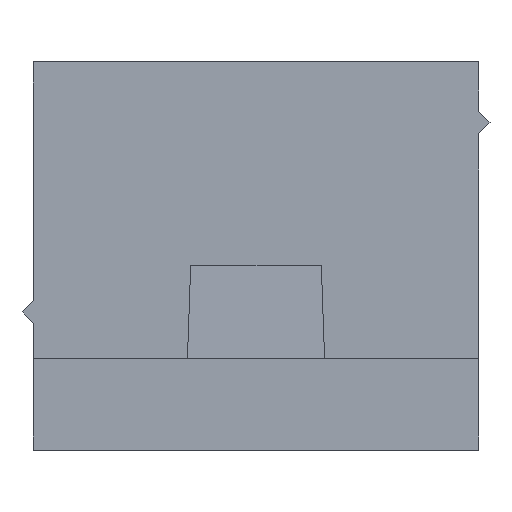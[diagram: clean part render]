
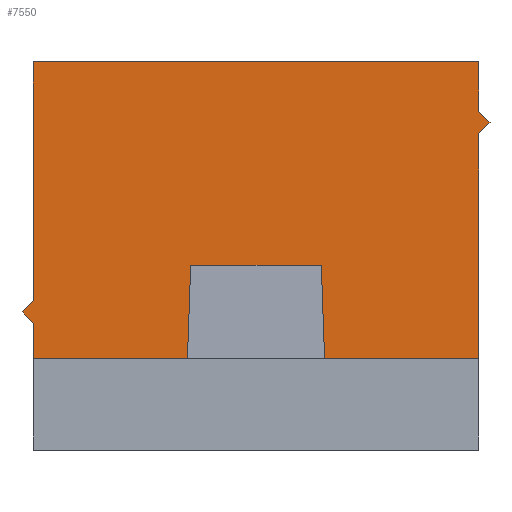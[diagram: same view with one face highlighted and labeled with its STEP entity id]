
A CAD part, left-side view. The second image highlights one B-rep face of the part: STEP entity #7550.
In plain terms, the highlighted face is planar.
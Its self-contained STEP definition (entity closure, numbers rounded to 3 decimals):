
#250=CARTESIAN_POINT('',(1.078,19.,15.));
#260=DIRECTION('',(1.,0.,0.));
#270=VECTOR('',#260,1.);
#280=LINE('',#250,#270);
#290=CARTESIAN_POINT('',(-56.15,19.,15.));
#300=VERTEX_POINT('',#290);
#310=CARTESIAN_POINT('',(-36.65,19.,15.));
#320=VERTEX_POINT('',#310);
#330=EDGE_CURVE('',#300,#320,#280,.T.);
#1680=CARTESIAN_POINT('',(-44.3,19.,
0.));
#1690=DIRECTION('',(-0.707,0.,
0.707));
#1700=VECTOR('',#1690,1.);
#1710=LINE('',#1680,#1700);
#1720=CARTESIAN_POINT('',(-56.15,19.,
11.85));
#1730=VERTEX_POINT('',#1720);
#1740=CARTESIAN_POINT('',(-56.65,19.,
12.35));
#1750=VERTEX_POINT('',#1740);
#1760=EDGE_CURVE('',#1730,#1750,#1710,.T.);
#2660=CARTESIAN_POINT('',(-47.76,19.,
6.1));
#2670=VERTEX_POINT('',#2660);
#2700=CARTESIAN_POINT('',(-47.973,19.,
0.));
#2710=DIRECTION('',(0.035,0.,
0.999));
#2720=VECTOR('',#2710,1.);
#2730=LINE('',#2700,#2720);
#2740=CARTESIAN_POINT('',(-47.903,19.,
2.));
#2750=VERTEX_POINT('',#2740);
#2760=EDGE_CURVE('',#2750,#2670,#2730,.T.);
#3440=CARTESIAN_POINT('',(-36.65,19.,
2.));
#3450=VERTEX_POINT('',#3440);
#3480=CARTESIAN_POINT('',(1.078,19.,
2.));
#3490=DIRECTION('',(1.,0.,0.));
#3500=VECTOR('',#3490,1.);
#3510=LINE('',#3480,#3500);
#3520=CARTESIAN_POINT('',(-44.897,19.,
2.));
#3530=VERTEX_POINT('',#3520);
#3540=EDGE_CURVE('',#3530,#3450,#3510,.T.);
#3960=CARTESIAN_POINT('',(-56.15,19.,
2.));
#3970=VERTEX_POINT('',#3960);
#3980=EDGE_CURVE('',#3970,#2750,#3510,.T.);
#5510=CARTESIAN_POINT('',(-36.65,19.,
3.55));
#5520=VERTEX_POINT('',#5510);
#5550=CARTESIAN_POINT('',(-36.65,19.,
0.));
#5560=DIRECTION('',(0.,0.,1.));
#5570=VECTOR('',#5560,1.);
#5580=LINE('',#5550,#5570);
#5590=EDGE_CURVE('',#3450,#5520,#5580,.T.);
#5910=CARTESIAN_POINT('',(-36.15,19.,
4.05));
#5920=VERTEX_POINT('',#5910);
#5950=CARTESIAN_POINT('',(0.578,19.,
40.778));
#5960=DIRECTION('',(-0.707,0.,
-0.707));
#5970=VECTOR('',#5960,1.);
#5980=LINE('',#5950,#5970);
#5990=EDGE_CURVE('',#5920,#5520,#5980,.T.);
#6170=CARTESIAN_POINT('',(0.578,19.,
-32.678));
#6180=DIRECTION('',(0.707,0.,
-0.707));
#6190=VECTOR('',#6180,1.);
#6200=LINE('',#6170,#6190);
#6210=CARTESIAN_POINT('',(-36.65,19.,
4.55));
#6220=VERTEX_POINT('',#6210);
#6230=EDGE_CURVE('',#6220,#5920,#6200,.T.);
#6640=CARTESIAN_POINT('',(-56.15,19.,
0.));
#6650=DIRECTION('',(0.,0.,-1.));
#6660=VECTOR('',#6650,1.);
#6670=LINE('',#6640,#6660);
#6680=EDGE_CURVE('',#1730,#3970,#6670,.T.);
#6870=CARTESIAN_POINT('',(-36.65,19.,
0.));
#6880=DIRECTION('',(0.,0.,1.));
#6890=VECTOR('',#6880,1.);
#6900=LINE('',#6870,#6890);
#6910=EDGE_CURVE('',#6220,#320,#6900,.T.);
#7100=CARTESIAN_POINT('',(-46.4,19.,
5.75));
#7110=DIRECTION('',(0.,-1.,0.));
#7120=DIRECTION('',(1.,0.,0.));
#7130=AXIS2_PLACEMENT_3D('',#7100,#7110,#7120);
#7140=PLANE('',#7130);
#7150=CARTESIAN_POINT('',(-44.827,19.,
0.));
#7160=DIRECTION('',(0.035,0.,
-0.999));
#7170=VECTOR('',#7160,1.);
#7180=LINE('',#7150,#7170);
#7190=CARTESIAN_POINT('',(-45.04,19.,
6.1));
#7200=VERTEX_POINT('',#7190);
#7210=EDGE_CURVE('',#7200,#3530,#7180,.T.);
#7220=ORIENTED_EDGE('',*,*,#7210,.F.);
#7230=ORIENTED_EDGE('',*,*,#3540,.F.);
#7240=ORIENTED_EDGE('',*,*,#5590,.F.);
#7250=ORIENTED_EDGE('',*,*,#5990,.T.);
#7260=ORIENTED_EDGE('',*,*,#6230,.T.);
#7270=ORIENTED_EDGE('',*,*,#6910,.F.);
#7280=ORIENTED_EDGE('',*,*,#330,.T.);
#7290=CARTESIAN_POINT('',(-56.15,19.,
0.));
#7300=DIRECTION('',(0.,0.,-1.));
#7310=VECTOR('',#7300,1.);
#7320=LINE('',#7290,#7310);
#7330=CARTESIAN_POINT('',(-56.15,19.,
12.85));
#7340=VERTEX_POINT('',#7330);
#7350=EDGE_CURVE('',#300,#7340,#7320,.T.);
#7360=ORIENTED_EDGE('',*,*,#7350,.F.);
#7370=CARTESIAN_POINT('',(1.078,19.,
70.078));
#7380=DIRECTION('',(0.707,0.,
0.707));
#7390=VECTOR('',#7380,1.);
#7400=LINE('',#7370,#7390);
#7410=EDGE_CURVE('',#1750,#7340,#7400,.T.);
#7420=ORIENTED_EDGE('',*,*,#7410,.T.);
#7430=ORIENTED_EDGE('',*,*,#1760,.T.);
#7440=ORIENTED_EDGE('',*,*,#6680,.F.);
#7450=ORIENTED_EDGE('',*,*,#3980,.F.);
#7460=ORIENTED_EDGE('',*,*,#2760,.F.);
#7470=CARTESIAN_POINT('',(1.078,19.,
6.1));
#7480=DIRECTION('',(-1.,0.,0.));
#7490=VECTOR('',#7480,1.);
#7500=LINE('',#7470,#7490);
#7510=EDGE_CURVE('',#7200,#2670,#7500,.T.);
#7520=ORIENTED_EDGE('',*,*,#7510,.T.);
#7530=EDGE_LOOP('',(#7520,#7460,#7450,#7440,#7430,#7420,#7360,#7280,
#7270,#7260,#7250,#7240,#7230,#7220));
#7540=FACE_OUTER_BOUND('',#7530,.T.);
#7550=ADVANCED_FACE('',(#7540),#7140,.F.);
